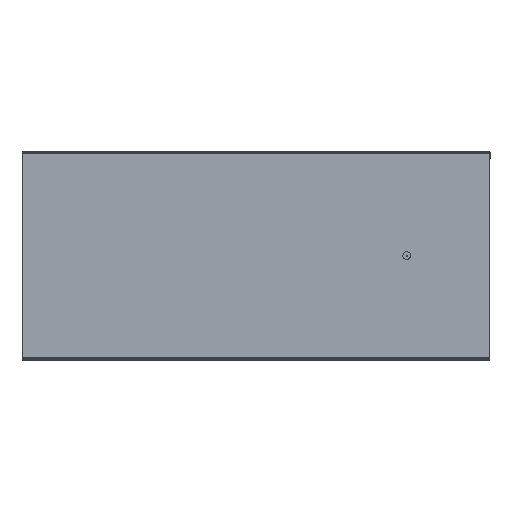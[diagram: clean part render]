
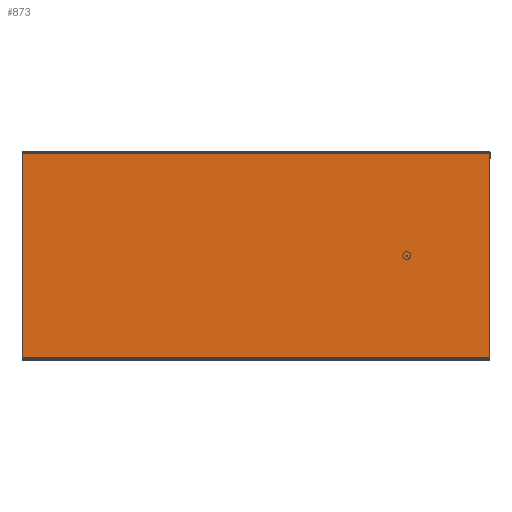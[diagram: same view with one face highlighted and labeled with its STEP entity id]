
A CAD part, top view. The second image highlights one B-rep face of the part: STEP entity #873.
In plain terms, the highlighted planar face has unit normal (0, 0, 1).
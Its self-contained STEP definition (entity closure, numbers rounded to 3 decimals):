
#15 = DIRECTION ( 'NONE',  ( -1., 0., 0. ) ) ;
#85 = VERTEX_POINT ( 'NONE', #606 ) ;
#108 = DIRECTION ( 'NONE',  ( 0., 0., 1. ) ) ;
#110 = EDGE_LOOP ( 'NONE', ( #1007, #1361 ) ) ;
#118 = CARTESIAN_POINT ( 'NONE',  ( -80., 98., 0. ) ) ;
#138 = DIRECTION ( 'NONE',  ( -1., 0., 0. ) ) ;
#159 = CARTESIAN_POINT ( 'NONE',  ( -80., 98., 0. ) ) ;
#168 = CARTESIAN_POINT ( 'NONE',  ( -450., 0., 0. ) ) ;
#216 = VECTOR ( 'NONE', #1426, 1000. ) ;
#221 = ORIENTED_EDGE ( 'NONE', *, *, #1566, .T. ) ;
#250 = DIRECTION ( 'NONE',  ( 1., 0., 0. ) ) ;
#269 = VERTEX_POINT ( 'NONE', #846 ) ;
#282 = CARTESIAN_POINT ( 'NONE',  ( 0., 196., 0. ) ) ;
#331 = VECTOR ( 'NONE', #571, 1000. ) ;
#372 = EDGE_CURVE ( 'NONE', #85, #869, #1489, .T. ) ;
#412 = LINE ( 'NONE', #1280, #331 ) ;
#531 = CIRCLE ( 'NONE', #1908, 0.5 ) ;
#558 = VECTOR ( 'NONE', #1779, 1000. ) ;
#571 = DIRECTION ( 'NONE',  ( 0., 1., 0. ) ) ;
#584 = AXIS2_PLACEMENT_3D ( 'NONE', #1127, #108, #250 ) ;
#606 = CARTESIAN_POINT ( 'NONE',  ( 0., 196., 0. ) ) ;
#617 = EDGE_CURVE ( 'NONE', #1475, #269, #1862, .T. ) ;
#679 = ORIENTED_EDGE ( 'NONE', *, *, #617, .T. ) ;
#692 = ORIENTED_EDGE ( 'NONE', *, *, #372, .T. ) ;
#746 = DIRECTION ( 'NONE',  ( 0., 0., -1. ) ) ;
#751 = AXIS2_PLACEMENT_3D ( 'NONE', #118, #851, #138 ) ;
#753 = DIRECTION ( 'NONE',  ( 0., -1., 0. ) ) ;
#785 = VERTEX_POINT ( 'NONE', #1038 ) ;
#816 = CARTESIAN_POINT ( 'NONE',  ( 0., 0., 0. ) ) ;
#846 = CARTESIAN_POINT ( 'NONE',  ( 0., 0., 0. ) ) ;
#847 = EDGE_CURVE ( 'NONE', #269, #85, #412, .T. ) ;
#850 = PLANE ( 'NONE',  #584 ) ;
#851 = DIRECTION ( 'NONE',  ( 0., 0., -1. ) ) ;
#864 = CARTESIAN_POINT ( 'NONE',  ( -450., 196., 0. ) ) ;
#869 = VERTEX_POINT ( 'NONE', #864 ) ;
#873 = ADVANCED_FACE ( 'NONE', ( #982, #1009 ), #850, .T. ) ;
#885 = LINE ( 'NONE', #168, #1810 ) ;
#938 = CIRCLE ( 'NONE', #751, 0.5 ) ;
#982 = FACE_BOUND ( 'NONE', #110, .T. ) ;
#1007 = ORIENTED_EDGE ( 'NONE', *, *, #1570, .T. ) ;
#1009 = FACE_OUTER_BOUND ( 'NONE', #1494, .T. ) ;
#1038 = CARTESIAN_POINT ( 'NONE',  ( -79.5, 98., 0. ) ) ;
#1127 = CARTESIAN_POINT ( 'NONE',  ( 0., 0., 0. ) ) ;
#1280 = CARTESIAN_POINT ( 'NONE',  ( 0., 0., 0. ) ) ;
#1361 = ORIENTED_EDGE ( 'NONE', *, *, #1401, .T. ) ;
#1401 = EDGE_CURVE ( 'NONE', #785, #1877, #938, .T. ) ;
#1426 = DIRECTION ( 'NONE',  ( 1., 0., 0. ) ) ;
#1475 = VERTEX_POINT ( 'NONE', #1734 ) ;
#1489 = LINE ( 'NONE', #282, #558 ) ;
#1494 = EDGE_LOOP ( 'NONE', ( #1551, #692, #221, #679 ) ) ;
#1551 = ORIENTED_EDGE ( 'NONE', *, *, #847, .T. ) ;
#1566 = EDGE_CURVE ( 'NONE', #869, #1475, #885, .T. ) ;
#1570 = EDGE_CURVE ( 'NONE', #1877, #785, #531, .T. ) ;
#1734 = CARTESIAN_POINT ( 'NONE',  ( -450., 0., 0. ) ) ;
#1779 = DIRECTION ( 'NONE',  ( -1., 0., 0. ) ) ;
#1810 = VECTOR ( 'NONE', #753, 1000. ) ;
#1842 = CARTESIAN_POINT ( 'NONE',  ( -80.5, 98., 0. ) ) ;
#1862 = LINE ( 'NONE', #816, #216 ) ;
#1877 = VERTEX_POINT ( 'NONE', #1842 ) ;
#1908 = AXIS2_PLACEMENT_3D ( 'NONE', #159, #746, #15 ) ;
